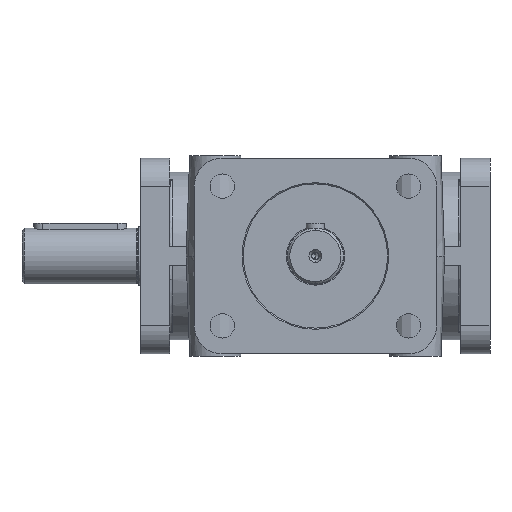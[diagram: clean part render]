
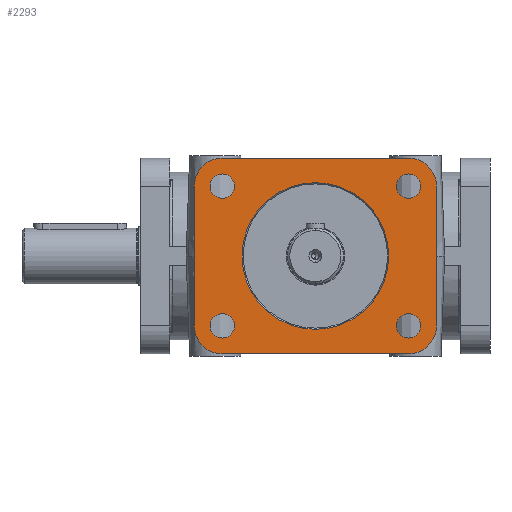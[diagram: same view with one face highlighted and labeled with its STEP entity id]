
A CAD part, front view. The second image highlights one B-rep face of the part: STEP entity #2293.
In plain terms, the highlighted planar face has unit normal (0, -1, 0).
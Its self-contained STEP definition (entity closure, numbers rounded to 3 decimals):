
#2293=ADVANCED_FACE('',(#5052,#5053,#5054,#5055,#5056,#5057),#5058,.T.);
#5052=FACE_OUTER_BOUND('',#8542,.T.);
#5053=FACE_BOUND('',#8543,.T.);
#5054=FACE_BOUND('',#8544,.T.);
#5055=FACE_BOUND('',#8545,.T.);
#5056=FACE_BOUND('',#8546,.T.);
#5057=FACE_BOUND('',#8547,.T.);
#5058=PLANE('',#8548);
#8542=EDGE_LOOP('',(#21335,#21336,#21337,#21338,#21339,#21340,#21341,#21342));
#8543=EDGE_LOOP('',(#21343,#21344));
#8544=EDGE_LOOP('',(#21345,#21346));
#8545=EDGE_LOOP('',(#21347,#21348));
#8546=EDGE_LOOP('',(#21349,#21350));
#8547=EDGE_LOOP('',(#21351,#21352));
#8548=AXIS2_PLACEMENT_3D('',#21353,#21354,#21355);
#21335=ORIENTED_EDGE('',*,*,#25818,.T.);
#21336=ORIENTED_EDGE('',*,*,#28355,.T.);
#21337=ORIENTED_EDGE('',*,*,#28356,.T.);
#21338=ORIENTED_EDGE('',*,*,#28357,.T.);
#21339=ORIENTED_EDGE('',*,*,#28358,.T.);
#21340=ORIENTED_EDGE('',*,*,#28359,.T.);
#21341=ORIENTED_EDGE('',*,*,#25803,.T.);
#21342=ORIENTED_EDGE('',*,*,#28360,.T.);
#21343=ORIENTED_EDGE('',*,*,#27111,.T.);
#21344=ORIENTED_EDGE('',*,*,#26021,.T.);
#21345=ORIENTED_EDGE('',*,*,#25761,.T.);
#21346=ORIENTED_EDGE('',*,*,#28361,.T.);
#21347=ORIENTED_EDGE('',*,*,#25771,.T.);
#21348=ORIENTED_EDGE('',*,*,#28362,.T.);
#21349=ORIENTED_EDGE('',*,*,#25776,.T.);
#21350=ORIENTED_EDGE('',*,*,#28363,.T.);
#21351=ORIENTED_EDGE('',*,*,#25766,.T.);
#21352=ORIENTED_EDGE('',*,*,#28364,.T.);
#21353=CARTESIAN_POINT('',(-40.0,-140.0,-30.0));
#21354=DIRECTION('',(0.0,-1.0,0.0));
#21355=DIRECTION('',(0.0,0.0,-1.0));
#25761=EDGE_CURVE('',#29797,#29801,#29803,.T.);
#25766=EDGE_CURVE('',#29806,#29810,#29812,.T.);
#25771=EDGE_CURVE('',#29815,#29819,#29821,.T.);
#25776=EDGE_CURVE('',#29824,#29828,#29830,.T.);
#25803=EDGE_CURVE('',#29879,#29877,#29880,.T.);
#25818=EDGE_CURVE('',#29906,#29904,#29907,.T.);
#26021=EDGE_CURVE('',#30263,#30261,#30264,.F.);
#27111=EDGE_CURVE('',#30261,#30263,#32025,.F.);
#28355=EDGE_CURVE('',#29904,#33845,#33846,.T.);
#28356=EDGE_CURVE('',#33845,#33847,#33848,.T.);
#28357=EDGE_CURVE('',#33847,#33849,#33850,.T.);
#28358=EDGE_CURVE('',#33849,#33851,#33852,.T.);
#28359=EDGE_CURVE('',#33851,#29879,#33853,.T.);
#28360=EDGE_CURVE('',#29877,#29906,#33854,.T.);
#28361=EDGE_CURVE('',#29801,#29797,#33855,.T.);
#28362=EDGE_CURVE('',#29819,#29815,#33856,.T.);
#28363=EDGE_CURVE('',#29828,#29824,#33857,.T.);
#28364=EDGE_CURVE('',#29810,#29806,#33858,.T.);
#29797=VERTEX_POINT('',#36050);
#29801=VERTEX_POINT('',#36055);
#29803=CIRCLE('',#36058,5.25);
#29806=VERTEX_POINT('',#36061);
#29810=VERTEX_POINT('',#36066);
#29812=CIRCLE('',#36069,5.25);
#29815=VERTEX_POINT('',#36072);
#29819=VERTEX_POINT('',#36077);
#29821=CIRCLE('',#36080,5.25);
#29824=VERTEX_POINT('',#36083);
#29828=VERTEX_POINT('',#36088);
#29830=CIRCLE('',#36091,5.25);
#29877=VERTEX_POINT('',#36183);
#29879=VERTEX_POINT('',#36186);
#29880=CIRCLE('',#36187,12.0);
#29904=VERTEX_POINT('',#36217);
#29906=VERTEX_POINT('',#36220);
#29907=CIRCLE('',#36221,12.0);
#30261=VERTEX_POINT('',#37180);
#30263=VERTEX_POINT('',#37183);
#30264=CIRCLE('',#37184,31.5);
#32025=CIRCLE('',#49210,31.5);
#33845=VERTEX_POINT('',#54735);
#33846=LINE('',#54736,#54737);
#33847=VERTEX_POINT('',#54738);
#33848=CIRCLE('',#54739,12.0);
#33849=VERTEX_POINT('',#54740);
#33850=LINE('',#54741,#54742);
#33851=VERTEX_POINT('',#54743);
#33852=CIRCLE('',#54744,12.0);
#33853=LINE('',#54745,#54746);
#33854=LINE('',#54747,#54748);
#33855=CIRCLE('',#54749,5.25);
#33856=CIRCLE('',#54750,5.25);
#33857=CIRCLE('',#54751,5.25);
#33858=CIRCLE('',#54752,5.25);
#36050=CARTESIAN_POINT('',(-40.0,-140.0,24.75));
#36055=CARTESIAN_POINT('',(-40.0,-140.0,35.25));
#36058=AXIS2_PLACEMENT_3D('',#57897,#57898,#57899);
#36061=CARTESIAN_POINT('',(-40.0,-140.0,-35.25));
#36066=CARTESIAN_POINT('',(-40.0,-140.0,-24.75));
#36069=AXIS2_PLACEMENT_3D('',#57905,#57906,#57907);
#36072=CARTESIAN_POINT('',(40.0,-140.0,-35.25));
#36077=CARTESIAN_POINT('',(40.0,-140.0,-24.75));
#36080=AXIS2_PLACEMENT_3D('',#57913,#57914,#57915);
#36083=CARTESIAN_POINT('',(40.0,-140.0,24.75));
#36088=CARTESIAN_POINT('',(40.0,-140.0,35.25));
#36091=AXIS2_PLACEMENT_3D('',#57921,#57922,#57923);
#36183=CARTESIAN_POINT('',(-52.0,-140.0,30.0));
#36186=CARTESIAN_POINT('',(-40.0,-140.0,42.0));
#36187=AXIS2_PLACEMENT_3D('',#57955,#57956,#57957);
#36217=CARTESIAN_POINT('',(-40.0,-140.0,-42.0));
#36220=CARTESIAN_POINT('',(-52.0,-140.0,-30.0));
#36221=AXIS2_PLACEMENT_3D('',#57977,#57978,#57979);
#37180=CARTESIAN_POINT('',(0.0,-140.0,-31.5));
#37183=CARTESIAN_POINT('',(0.,-140.0,31.5));
#37184=AXIS2_PLACEMENT_3D('',#58271,#58272,#58273);
#49210=AXIS2_PLACEMENT_3D('',#58364,#58365,#58366);
#54735=CARTESIAN_POINT('',(40.0,-140.0,-42.0));
#54736=CARTESIAN_POINT('',(-40.0,-140.0,-42.0));
#54737=VECTOR('',#59455,1000.0);
#54738=CARTESIAN_POINT('',(52.0,-140.0,-30.0));
#54739=AXIS2_PLACEMENT_3D('',#59456,#59457,#59458);
#54740=CARTESIAN_POINT('',(52.0,-140.0,30.0));
#54741=CARTESIAN_POINT('',(52.0,-140.0,-30.0));
#54742=VECTOR('',#59459,1000.0);
#54743=CARTESIAN_POINT('',(40.0,-140.0,42.0));
#54744=AXIS2_PLACEMENT_3D('',#59460,#59461,#59462);
#54745=CARTESIAN_POINT('',(40.0,-140.0,42.0));
#54746=VECTOR('',#59463,1000.0);
#54747=CARTESIAN_POINT('',(-52.0,-140.0,30.0));
#54748=VECTOR('',#59464,1000.0);
#54749=AXIS2_PLACEMENT_3D('',#59465,#59466,#59467);
#54750=AXIS2_PLACEMENT_3D('',#59468,#59469,#59470);
#54751=AXIS2_PLACEMENT_3D('',#59471,#59472,#59473);
#54752=AXIS2_PLACEMENT_3D('',#59474,#59475,#59476);
#57897=CARTESIAN_POINT('',(-40.0,-140.0,30.0));
#57898=DIRECTION('',(0.0,1.0,0.0));
#57899=DIRECTION('',(0.0,0.0,-1.0));
#57905=CARTESIAN_POINT('',(-40.0,-140.0,-30.0));
#57906=DIRECTION('',(0.0,1.0,0.0));
#57907=DIRECTION('',(0.0,0.0,-1.0));
#57913=CARTESIAN_POINT('',(40.0,-140.0,-30.0));
#57914=DIRECTION('',(0.0,1.0,0.0));
#57915=DIRECTION('',(0.0,0.0,-1.0));
#57921=CARTESIAN_POINT('',(40.0,-140.0,30.0));
#57922=DIRECTION('',(0.0,1.0,0.0));
#57923=DIRECTION('',(0.0,0.0,-1.0));
#57955=CARTESIAN_POINT('',(-40.0,-140.0,30.0));
#57956=DIRECTION('',(0.0,-1.0,0.0));
#57957=DIRECTION('',(1.0,0.0,0.0));
#57977=CARTESIAN_POINT('',(-40.0,-140.0,-30.0));
#57978=DIRECTION('',(0.0,-1.0,0.0));
#57979=DIRECTION('',(1.0,0.0,0.0));
#58271=CARTESIAN_POINT('',(0.0,-140.0,0.));
#58272=DIRECTION('',(0.0,-1.0,0.0));
#58273=DIRECTION('',(0.0,0.0,-1.0));
#58364=CARTESIAN_POINT('',(0.0,-140.0,0.));
#58365=DIRECTION('',(0.0,-1.0,0.0));
#58366=DIRECTION('',(0.0,0.0,-1.0));
#59455=DIRECTION('',(1.0,0.0,0.0));
#59456=CARTESIAN_POINT('',(40.0,-140.0,-30.0));
#59457=DIRECTION('',(0.0,-1.0,0.0));
#59458=DIRECTION('',(-1.0,0.0,0.0));
#59459=DIRECTION('',(0.0,0.0,1.0));
#59460=CARTESIAN_POINT('',(40.0,-140.0,30.0));
#59461=DIRECTION('',(0.0,-1.0,0.0));
#59462=DIRECTION('',(1.0,0.0,0.0));
#59463=DIRECTION('',(-1.0,0.0,0.0));
#59464=DIRECTION('',(0.0,0.0,-1.0));
#59465=CARTESIAN_POINT('',(-40.0,-140.0,30.0));
#59466=DIRECTION('',(0.0,1.0,0.0));
#59467=DIRECTION('',(0.0,0.0,-1.0));
#59468=CARTESIAN_POINT('',(40.0,-140.0,-30.0));
#59469=DIRECTION('',(0.0,1.0,0.0));
#59470=DIRECTION('',(0.0,0.0,-1.0));
#59471=CARTESIAN_POINT('',(40.0,-140.0,30.0));
#59472=DIRECTION('',(0.0,1.0,0.0));
#59473=DIRECTION('',(0.0,0.0,-1.0));
#59474=CARTESIAN_POINT('',(-40.0,-140.0,-30.0));
#59475=DIRECTION('',(0.0,1.0,0.0));
#59476=DIRECTION('',(0.0,0.0,-1.0));
